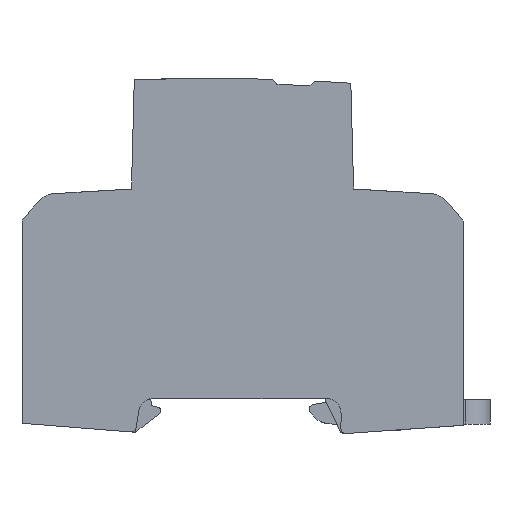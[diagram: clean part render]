
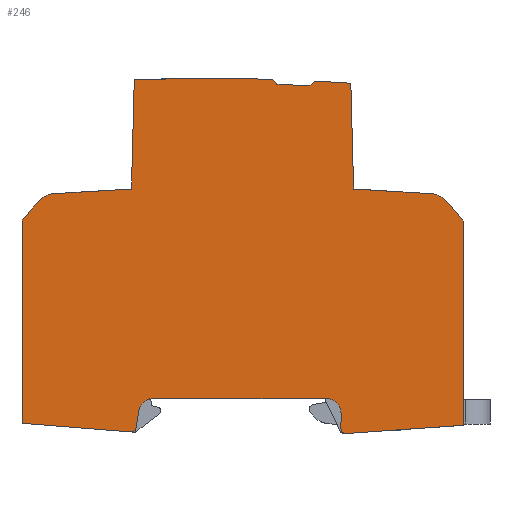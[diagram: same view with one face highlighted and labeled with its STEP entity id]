
A CAD part, left-side view. The second image highlights one B-rep face of the part: STEP entity #246.
In plain terms, the highlighted planar face has unit normal (-1, 0, 0).
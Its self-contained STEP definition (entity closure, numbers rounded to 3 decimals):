
#34=AXIS2_PLACEMENT_3D('Plane Axis2P3D',#31,#32,#33) ;
#61=AXIS2_PLACEMENT_3D('Circle Axis2P3D',#59,#60,$) ;
#82=AXIS2_PLACEMENT_3D('Circle Axis2P3D',#80,#81,$) ;
#110=AXIS2_PLACEMENT_3D('Circle Axis2P3D',#108,#109,$) ;
#131=AXIS2_PLACEMENT_3D('Circle Axis2P3D',#129,#130,$) ;
#166=AXIS2_PLACEMENT_3D('Circle Axis2P3D',#164,#165,$) ;
#180=AXIS2_PLACEMENT_3D('Circle Axis2P3D',#178,#179,$) ;
#194=AXIS2_PLACEMENT_3D('Circle Axis2P3D',#192,#193,$) ;
#208=AXIS2_PLACEMENT_3D('Circle Axis2P3D',#206,#207,$) ;
#31=CARTESIAN_POINT('Axis2P3D Location',(0.,50.505,36.908)) ;
#36=CARTESIAN_POINT('Line Origine',(0.,5.505,22.536)) ;
#40=CARTESIAN_POINT('Vertex',(0.,5.505,1.692)) ;
#42=CARTESIAN_POINT('Vertex',(0.,5.505,43.38)) ;
#45=CARTESIAN_POINT('Line Origine',(0.,5.615,43.656)) ;
#49=CARTESIAN_POINT('Vertex',(0.,5.726,43.932)) ;
#52=CARTESIAN_POINT('Line Origine',(0.,7.534,45.83)) ;
#56=CARTESIAN_POINT('Vertex',(0.,9.342,47.728)) ;
#59=CARTESIAN_POINT('Axis2P3D Location',(0.,12.238,44.97)) ;
#63=CARTESIAN_POINT('Vertex',(0.,11.997,48.962)) ;
#66=CARTESIAN_POINT('Line Origine',(0.,19.917,49.44)) ;
#70=CARTESIAN_POINT('Vertex',(0.,27.836,49.918)) ;
#73=CARTESIAN_POINT('Line Origine',(0.,28.119,60.707)) ;
#77=CARTESIAN_POINT('Vertex',(0.,28.401,71.497)) ;
#80=CARTESIAN_POINT('Axis2P3D Location',(0.,56.763,-327.497)) ;
#84=CARTESIAN_POINT('Vertex',(0.,35.802,71.954)) ;
#87=CARTESIAN_POINT('Line Origine',(0.,36.275,71.479)) ;
#91=CARTESIAN_POINT('Vertex',(0.,36.749,71.004)) ;
#94=CARTESIAN_POINT('Line Origine',(0.,40.111,71.141)) ;
#98=CARTESIAN_POINT('Vertex',(0.,43.474,71.278)) ;
#101=CARTESIAN_POINT('Line Origine',(0.,43.907,71.794)) ;
#105=CARTESIAN_POINT('Vertex',(0.,44.339,72.31)) ;
#108=CARTESIAN_POINT('Axis2P3D Location',(0.,56.763,-327.497)) ;
#112=CARTESIAN_POINT('Vertex',(0.,72.59,72.19)) ;
#115=CARTESIAN_POINT('Line Origine',(0.,72.882,61.054)) ;
#119=CARTESIAN_POINT('Vertex',(0.,73.174,49.918)) ;
#122=CARTESIAN_POINT('Line Origine',(0.,81.093,49.44)) ;
#126=CARTESIAN_POINT('Vertex',(0.,89.013,48.962)) ;
#129=CARTESIAN_POINT('Axis2P3D Location',(0.,88.772,44.97)) ;
#133=CARTESIAN_POINT('Vertex',(0.,91.668,47.728)) ;
#136=CARTESIAN_POINT('Line Origine',(0.,93.476,45.83)) ;
#140=CARTESIAN_POINT('Vertex',(0.,95.284,43.932)) ;
#143=CARTESIAN_POINT('Line Origine',(0.,95.395,43.656)) ;
#147=CARTESIAN_POINT('Vertex',(0.,95.505,43.38)) ;
#150=CARTESIAN_POINT('Line Origine',(0.,95.505,22.741)) ;
#154=CARTESIAN_POINT('Vertex',(0.,95.505,2.102)) ;
#157=CARTESIAN_POINT('Line Origine',(0.,84.403,1.223)) ;
#161=CARTESIAN_POINT('Vertex',(0.,73.301,0.345)) ;
#164=CARTESIAN_POINT('Axis2P3D Location',(0.,73.222,1.341)) ;
#168=CARTESIAN_POINT('Vertex',(0.,72.235,1.176)) ;
#171=CARTESIAN_POINT('Line Origine',(0.,71.945,2.915)) ;
#175=CARTESIAN_POINT('Vertex',(0.,71.654,4.653)) ;
#178=CARTESIAN_POINT('Axis2P3D Location',(0.,68.695,4.158)) ;
#182=CARTESIAN_POINT('Vertex',(0.,68.695,7.158)) ;
#185=CARTESIAN_POINT('Line Origine',(0.,51.043,7.158)) ;
#189=CARTESIAN_POINT('Vertex',(0.,33.391,7.158)) ;
#192=CARTESIAN_POINT('Axis2P3D Location',(0.,33.391,4.158)) ;
#196=CARTESIAN_POINT('Vertex',(0.,30.391,4.132)) ;
#199=CARTESIAN_POINT('Line Origine',(0.,30.404,2.581)) ;
#203=CARTESIAN_POINT('Vertex',(0.,30.418,1.031)) ;
#206=CARTESIAN_POINT('Axis2P3D Location',(0.,29.418,1.022)) ;
#210=CARTESIAN_POINT('Vertex',(0.,29.348,0.024)) ;
#213=CARTESIAN_POINT('Line Origine',(0.,17.427,0.858)) ;
#32=DIRECTION('Axis2P3D Direction',(-1.,0.,0.)) ;
#33=DIRECTION('Axis2P3D XDirection',(0.,-1.,0.)) ;
#37=DIRECTION('Vector Direction',(0.,0.,1.)) ;
#46=DIRECTION('Vector Direction',(0.,-0.371,-0.928)) ;
#53=DIRECTION('Vector Direction',(0.,-0.69,-0.724)) ;
#60=DIRECTION('Axis2P3D Direction',(-1.,0.,0.)) ;
#67=DIRECTION('Vector Direction',(0.,0.998,0.06)) ;
#74=DIRECTION('Vector Direction',(0.,-0.026,-1.)) ;
#81=DIRECTION('Axis2P3D Direction',(-1.,0.,0.)) ;
#88=DIRECTION('Vector Direction',(0.,-0.706,0.708)) ;
#95=DIRECTION('Vector Direction',(0.,-0.999,-0.041)) ;
#102=DIRECTION('Vector Direction',(0.,-0.642,-0.767)) ;
#109=DIRECTION('Axis2P3D Direction',(-1.,0.,0.)) ;
#116=DIRECTION('Vector Direction',(0.,-0.026,1.)) ;
#123=DIRECTION('Vector Direction',(0.,0.998,-0.06)) ;
#130=DIRECTION('Axis2P3D Direction',(-1.,0.,0.)) ;
#137=DIRECTION('Vector Direction',(0.,-0.69,0.724)) ;
#144=DIRECTION('Vector Direction',(0.,-0.371,0.928)) ;
#151=DIRECTION('Vector Direction',(0.,0.,-1.)) ;
#158=DIRECTION('Vector Direction',(0.,0.997,0.079)) ;
#165=DIRECTION('Axis2P3D Direction',(-1.,0.,0.)) ;
#172=DIRECTION('Vector Direction',(0.,0.165,-0.986)) ;
#179=DIRECTION('Axis2P3D Direction',(-1.,0.,0.)) ;
#186=DIRECTION('Vector Direction',(0.,1.,0.)) ;
#193=DIRECTION('Axis2P3D Direction',(-1.,0.,0.)) ;
#200=DIRECTION('Vector Direction',(0.,-0.009,1.)) ;
#207=DIRECTION('Axis2P3D Direction',(-1.,0.,0.)) ;
#214=DIRECTION('Vector Direction',(0.,0.998,-0.07)) ;
#38=VECTOR('Line Direction',#37,1.) ;
#47=VECTOR('Line Direction',#46,1.) ;
#54=VECTOR('Line Direction',#53,1.) ;
#68=VECTOR('Line Direction',#67,1.) ;
#75=VECTOR('Line Direction',#74,1.) ;
#89=VECTOR('Line Direction',#88,1.) ;
#96=VECTOR('Line Direction',#95,1.) ;
#103=VECTOR('Line Direction',#102,1.) ;
#117=VECTOR('Line Direction',#116,1.) ;
#124=VECTOR('Line Direction',#123,1.) ;
#138=VECTOR('Line Direction',#137,1.) ;
#145=VECTOR('Line Direction',#144,1.) ;
#152=VECTOR('Line Direction',#151,1.) ;
#159=VECTOR('Line Direction',#158,1.) ;
#173=VECTOR('Line Direction',#172,1.) ;
#187=VECTOR('Line Direction',#186,1.) ;
#201=VECTOR('Line Direction',#200,1.) ;
#215=VECTOR('Line Direction',#214,1.) ;
#219=ORIENTED_EDGE('',*,*,#44,.T.) ;
#220=ORIENTED_EDGE('',*,*,#51,.F.) ;
#221=ORIENTED_EDGE('',*,*,#58,.F.) ;
#222=ORIENTED_EDGE('',*,*,#65,.T.) ;
#223=ORIENTED_EDGE('',*,*,#72,.T.) ;
#224=ORIENTED_EDGE('',*,*,#79,.F.) ;
#225=ORIENTED_EDGE('',*,*,#86,.T.) ;
#226=ORIENTED_EDGE('',*,*,#93,.F.) ;
#227=ORIENTED_EDGE('',*,*,#100,.F.) ;
#228=ORIENTED_EDGE('',*,*,#107,.F.) ;
#229=ORIENTED_EDGE('',*,*,#114,.T.) ;
#230=ORIENTED_EDGE('',*,*,#121,.F.) ;
#231=ORIENTED_EDGE('',*,*,#128,.T.) ;
#232=ORIENTED_EDGE('',*,*,#135,.T.) ;
#233=ORIENTED_EDGE('',*,*,#142,.F.) ;
#234=ORIENTED_EDGE('',*,*,#149,.F.) ;
#235=ORIENTED_EDGE('',*,*,#156,.T.) ;
#236=ORIENTED_EDGE('',*,*,#163,.F.) ;
#237=ORIENTED_EDGE('',*,*,#170,.T.) ;
#238=ORIENTED_EDGE('',*,*,#177,.F.) ;
#239=ORIENTED_EDGE('',*,*,#184,.F.) ;
#240=ORIENTED_EDGE('',*,*,#191,.F.) ;
#241=ORIENTED_EDGE('',*,*,#198,.F.) ;
#242=ORIENTED_EDGE('',*,*,#205,.F.) ;
#243=ORIENTED_EDGE('',*,*,#212,.T.) ;
#244=ORIENTED_EDGE('',*,*,#217,.F.) ;
#246=ADVANCED_FACE('VPU',(#245),#35,.T.) ;
#62=CIRCLE('generated circle',#61,4.) ;
#83=CIRCLE('generated circle',#82,400.) ;
#111=CIRCLE('generated circle',#110,400.) ;
#132=CIRCLE('generated circle',#131,4.) ;
#167=CIRCLE('generated circle',#166,1.) ;
#181=CIRCLE('generated circle',#180,3.) ;
#195=CIRCLE('generated circle',#194,3.) ;
#209=CIRCLE('generated circle',#208,1.) ;
#44=EDGE_CURVE('',#41,#43,#39,.T.) ;
#51=EDGE_CURVE('',#50,#43,#48,.T.) ;
#58=EDGE_CURVE('',#57,#50,#55,.T.) ;
#65=EDGE_CURVE('',#57,#64,#62,.T.) ;
#72=EDGE_CURVE('',#64,#71,#69,.T.) ;
#79=EDGE_CURVE('',#78,#71,#76,.T.) ;
#86=EDGE_CURVE('',#78,#85,#83,.T.) ;
#93=EDGE_CURVE('',#92,#85,#90,.T.) ;
#100=EDGE_CURVE('',#99,#92,#97,.T.) ;
#107=EDGE_CURVE('',#106,#99,#104,.T.) ;
#114=EDGE_CURVE('',#106,#113,#111,.T.) ;
#121=EDGE_CURVE('',#120,#113,#118,.T.) ;
#128=EDGE_CURVE('',#120,#127,#125,.T.) ;
#135=EDGE_CURVE('',#127,#134,#132,.T.) ;
#142=EDGE_CURVE('',#141,#134,#139,.T.) ;
#149=EDGE_CURVE('',#148,#141,#146,.T.) ;
#156=EDGE_CURVE('',#148,#155,#153,.T.) ;
#163=EDGE_CURVE('',#162,#155,#160,.T.) ;
#170=EDGE_CURVE('',#162,#169,#167,.T.) ;
#177=EDGE_CURVE('',#176,#169,#174,.T.) ;
#184=EDGE_CURVE('',#183,#176,#181,.T.) ;
#191=EDGE_CURVE('',#190,#183,#188,.T.) ;
#198=EDGE_CURVE('',#197,#190,#195,.T.) ;
#205=EDGE_CURVE('',#204,#197,#202,.T.) ;
#212=EDGE_CURVE('',#204,#211,#209,.T.) ;
#217=EDGE_CURVE('',#41,#211,#216,.T.) ;
#218=EDGE_LOOP('',(#219,#220,#221,#222,#223,#224,#225,#226,#227,#228,#229,#230,#231,#232,#233,#234,#235,#236,#237,#238,#239,#240,#241,#242,#243,#244)) ;
#245=FACE_OUTER_BOUND('',#218,.T.) ;
#39=LINE('Line',#36,#38) ;
#48=LINE('Line',#45,#47) ;
#55=LINE('Line',#52,#54) ;
#69=LINE('Line',#66,#68) ;
#76=LINE('Line',#73,#75) ;
#90=LINE('Line',#87,#89) ;
#97=LINE('Line',#94,#96) ;
#104=LINE('Line',#101,#103) ;
#118=LINE('Line',#115,#117) ;
#125=LINE('Line',#122,#124) ;
#139=LINE('Line',#136,#138) ;
#146=LINE('Line',#143,#145) ;
#153=LINE('Line',#150,#152) ;
#160=LINE('Line',#157,#159) ;
#174=LINE('Line',#171,#173) ;
#188=LINE('Line',#185,#187) ;
#202=LINE('Line',#199,#201) ;
#216=LINE('Line',#213,#215) ;
#35=PLANE('',#34) ;
#41=VERTEX_POINT('',#40) ;
#43=VERTEX_POINT('',#42) ;
#50=VERTEX_POINT('',#49) ;
#57=VERTEX_POINT('',#56) ;
#64=VERTEX_POINT('',#63) ;
#71=VERTEX_POINT('',#70) ;
#78=VERTEX_POINT('',#77) ;
#85=VERTEX_POINT('',#84) ;
#92=VERTEX_POINT('',#91) ;
#99=VERTEX_POINT('',#98) ;
#106=VERTEX_POINT('',#105) ;
#113=VERTEX_POINT('',#112) ;
#120=VERTEX_POINT('',#119) ;
#127=VERTEX_POINT('',#126) ;
#134=VERTEX_POINT('',#133) ;
#141=VERTEX_POINT('',#140) ;
#148=VERTEX_POINT('',#147) ;
#155=VERTEX_POINT('',#154) ;
#162=VERTEX_POINT('',#161) ;
#169=VERTEX_POINT('',#168) ;
#176=VERTEX_POINT('',#175) ;
#183=VERTEX_POINT('',#182) ;
#190=VERTEX_POINT('',#189) ;
#197=VERTEX_POINT('',#196) ;
#204=VERTEX_POINT('',#203) ;
#211=VERTEX_POINT('',#210) ;
